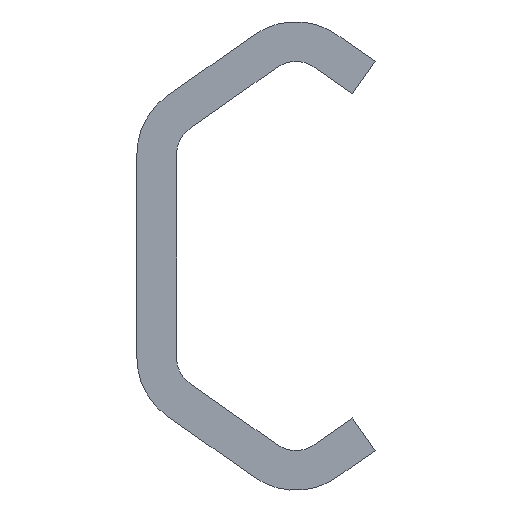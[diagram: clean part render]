
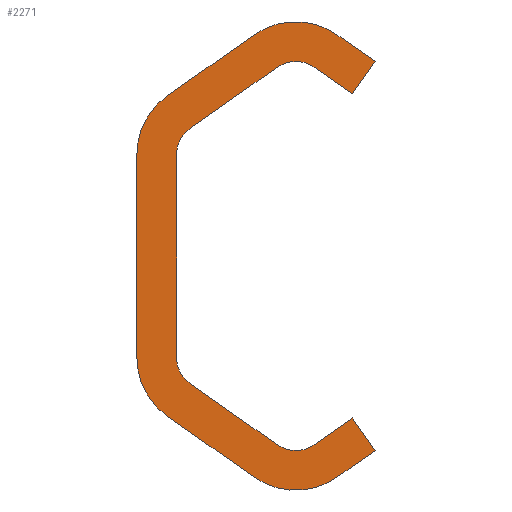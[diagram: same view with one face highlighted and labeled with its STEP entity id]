
A CAD part, left-side view. The second image highlights one B-rep face of the part: STEP entity #2271.
In plain terms, the highlighted planar face has unit normal (-1, 0, 0).
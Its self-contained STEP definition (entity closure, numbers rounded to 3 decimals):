
#1491=CARTESIAN_POINT('',(0.0,-5.0,12.246));
#1492=VERTEX_POINT('',#1491);
#1499=CARTESIAN_POINT('',(0.0,-3.567,10.2));
#1500=VERTEX_POINT('',#1499);
#1501=CARTESIAN_POINT('',(0.0,-5.0,12.246));
#1502=DIRECTION('',(0.0,0.574,-0.819));
#1503=VECTOR('',#1502,2.498);
#1504=LINE('',#1501,#1503);
#1505=EDGE_CURVE('',#1492,#1500,#1504,.T.);
#1529=CARTESIAN_POINT('',(0.0,-2.599,13.93));
#1530=VERTEX_POINT('',#1529);
#1537=CARTESIAN_POINT('',(0.0,-2.599,13.93));
#1538=DIRECTION('',(0.0,-0.819,-0.574));
#1539=VECTOR('',#1538,2.932);
#1540=LINE('',#1537,#1539);
#1541=EDGE_CURVE('',#1530,#1492,#1540,.T.);
#1561=CARTESIAN_POINT('',(0.0,2.596,13.932));
#1562=VERTEX_POINT('',#1561);
#1569=CARTESIAN_POINT('',(0.0,0.,10.222));
#1570=DIRECTION('',(1.0,0.0,0.0));
#1571=DIRECTION('',(0.0,0.573,0.819));
#1572=AXIS2_PLACEMENT_3D('',#1569,#1570,#1571);
#1573=CIRCLE('',#1572,4.528);
#1574=EDGE_CURVE('',#1562,#1530,#1573,.T.);
#1593=CARTESIAN_POINT('',(0.0,8.068,10.102));
#1594=VERTEX_POINT('',#1593);
#1601=CARTESIAN_POINT('',(0.0,8.068,10.102));
#1602=DIRECTION('',(0.0,-0.819,0.573));
#1603=VECTOR('',#1602,6.679);
#1604=LINE('',#1601,#1603);
#1605=EDGE_CURVE('',#1594,#1562,#1604,.T.);
#1625=CARTESIAN_POINT('',(0.0,10.0,6.392));
#1626=VERTEX_POINT('',#1625);
#1633=CARTESIAN_POINT('',(0.0,5.472,6.392));
#1634=DIRECTION('',(1.0,0.0,0.0));
#1635=DIRECTION('',(0.0,1.0,0.0));
#1636=AXIS2_PLACEMENT_3D('',#1633,#1634,#1635);
#1637=CIRCLE('',#1636,4.528);
#1638=EDGE_CURVE('',#1626,#1594,#1637,.T.);
#1657=CARTESIAN_POINT('',(0.0,10.0,-6.393));
#1658=VERTEX_POINT('',#1657);
#1665=CARTESIAN_POINT('',(0.0,10.0,-6.393));
#1666=DIRECTION('',(0.0,0.0,1.0));
#1667=VECTOR('',#1666,12.785);
#1668=LINE('',#1665,#1667);
#1669=EDGE_CURVE('',#1658,#1626,#1668,.T.);
#1755=CARTESIAN_POINT('',(0.0,8.069,-10.102));
#1756=VERTEX_POINT('',#1755);
#1763=CARTESIAN_POINT('',(0.0,5.472,-6.393));
#1764=DIRECTION('',(1.0,0.0,0.0));
#1765=DIRECTION('',(0.0,0.574,-0.819));
#1766=AXIS2_PLACEMENT_3D('',#1763,#1764,#1765);
#1767=CIRCLE('',#1766,4.528);
#1768=EDGE_CURVE('',#1756,#1658,#1767,.T.);
#1787=CARTESIAN_POINT('',(0.0,2.599,-13.932));
#1788=VERTEX_POINT('',#1787);
#1795=CARTESIAN_POINT('',(0.0,2.599,-13.932));
#1796=DIRECTION('',(0.0,0.819,0.574));
#1797=VECTOR('',#1796,6.678);
#1798=LINE('',#1795,#1797);
#1799=EDGE_CURVE('',#1788,#1756,#1798,.T.);
#1819=CARTESIAN_POINT('',(0.0,-2.598,-13.931));
#1820=VERTEX_POINT('',#1819);
#1827=CARTESIAN_POINT('',(0.0,0.002,-10.223));
#1828=DIRECTION('',(1.0,0.0,0.0));
#1829=DIRECTION('',(0.0,-0.574,-0.819));
#1830=AXIS2_PLACEMENT_3D('',#1827,#1828,#1829);
#1831=CIRCLE('',#1830,4.528);
#1832=EDGE_CURVE('',#1820,#1788,#1831,.T.);
#1851=CARTESIAN_POINT('',(0.0,-5.0,-12.246));
#1852=VERTEX_POINT('',#1851);
#1859=CARTESIAN_POINT('',(0.0,-5.0,-12.246));
#1860=DIRECTION('',(0.0,0.819,-0.574));
#1861=VECTOR('',#1860,2.934);
#1862=LINE('',#1859,#1861);
#1863=EDGE_CURVE('',#1852,#1820,#1862,.T.);
#1882=CARTESIAN_POINT('',(0.0,-3.567,-10.2));
#1883=VERTEX_POINT('',#1882);
#1890=CARTESIAN_POINT('',(0.0,-3.567,-10.2));
#1891=DIRECTION('',(0.0,-0.574,-0.819));
#1892=VECTOR('',#1891,2.498);
#1893=LINE('',#1890,#1892);
#1894=EDGE_CURVE('',#1883,#1852,#1893,.T.);
#1913=CARTESIAN_POINT('',(0.0,-1.163,-11.883));
#1914=VERTEX_POINT('',#1913);
#1921=CARTESIAN_POINT('',(0.0,-1.163,-11.883));
#1922=DIRECTION('',(0.0,-0.819,0.574));
#1923=VECTOR('',#1922,2.935);
#1924=LINE('',#1921,#1923);
#1925=EDGE_CURVE('',#1914,#1883,#1924,.T.);
#1945=CARTESIAN_POINT('',(0.0,1.163,-11.883));
#1946=VERTEX_POINT('',#1945);
#1953=CARTESIAN_POINT('',(0.0,0.,-10.222));
#1954=DIRECTION('',(-1.0,0.0,0.0));
#1955=DIRECTION('',(0.0,0.574,0.819));
#1956=AXIS2_PLACEMENT_3D('',#1953,#1954,#1955);
#1957=CIRCLE('',#1956,2.028);
#1958=EDGE_CURVE('',#1946,#1914,#1957,.T.);
#1977=CARTESIAN_POINT('',(0.0,6.635,-8.052));
#1978=VERTEX_POINT('',#1977);
#1985=CARTESIAN_POINT('',(0.0,6.635,-8.052));
#1986=DIRECTION('',(0.0,-0.819,-0.574));
#1987=VECTOR('',#1986,6.68);
#1988=LINE('',#1985,#1987);
#1989=EDGE_CURVE('',#1978,#1946,#1988,.T.);
#2009=CARTESIAN_POINT('',(0.0,7.5,-6.39));
#2010=VERTEX_POINT('',#2009);
#2017=CARTESIAN_POINT('',(0.0,5.472,-6.39));
#2018=DIRECTION('',(-1.0,0.0,0.0));
#2019=DIRECTION('',(0.0,-0.574,0.819));
#2020=AXIS2_PLACEMENT_3D('',#2017,#2018,#2019);
#2021=CIRCLE('',#2020,2.028);
#2022=EDGE_CURVE('',#2010,#1978,#2021,.T.);
#2041=CARTESIAN_POINT('',(0.0,7.5,6.39));
#2042=VERTEX_POINT('',#2041);
#2049=CARTESIAN_POINT('',(0.0,7.5,6.39));
#2050=DIRECTION('',(0.0,0.0,-1.0));
#2051=VECTOR('',#2050,12.781);
#2052=LINE('',#2049,#2051);
#2053=EDGE_CURVE('',#2042,#2010,#2052,.T.);
#2139=CARTESIAN_POINT('',(0.0,6.635,8.052));
#2140=VERTEX_POINT('',#2139);
#2147=CARTESIAN_POINT('',(0.0,5.472,6.39));
#2148=DIRECTION('',(-1.0,0.0,0.0));
#2149=DIRECTION('',(0.0,-1.0,0.0));
#2150=AXIS2_PLACEMENT_3D('',#2147,#2148,#2149);
#2151=CIRCLE('',#2150,2.028);
#2152=EDGE_CURVE('',#2140,#2042,#2151,.T.);
#2171=CARTESIAN_POINT('',(0.0,1.163,11.883));
#2172=VERTEX_POINT('',#2171);
#2179=CARTESIAN_POINT('',(0.0,1.163,11.883));
#2180=DIRECTION('',(0.0,0.819,-0.574));
#2181=VECTOR('',#2180,6.68);
#2182=LINE('',#2179,#2181);
#2183=EDGE_CURVE('',#2172,#2140,#2182,.T.);
#2203=CARTESIAN_POINT('',(0.0,-1.163,11.883));
#2204=VERTEX_POINT('',#2203);
#2211=CARTESIAN_POINT('',(0.0,0.,10.222));
#2212=DIRECTION('',(-1.0,0.0,0.0));
#2213=DIRECTION('',(0.0,-0.574,-0.819));
#2214=AXIS2_PLACEMENT_3D('',#2211,#2212,#2213);
#2215=CIRCLE('',#2214,2.028);
#2216=EDGE_CURVE('',#2204,#2172,#2215,.T.);
#2234=CARTESIAN_POINT('',(0.0,-3.567,10.2));
#2235=DIRECTION('',(0.0,0.819,0.574));
#2236=VECTOR('',#2235,2.935);
#2237=LINE('',#2234,#2236);
#2238=EDGE_CURVE('',#1500,#2204,#2237,.T.);
#2244=CARTESIAN_POINT('',(0.0,4.08,0.));
#2245=DIRECTION('',(1.0,0.0,0.0));
#2246=DIRECTION('',(0.0,0.0,-1.0));
#2247=AXIS2_PLACEMENT_3D('',#2244,#2245,#2246);
#2248=PLANE('',#2247);
#2249=ORIENTED_EDGE('',*,*,#2238,.F.);
#2250=ORIENTED_EDGE('',*,*,#1505,.F.);
#2251=ORIENTED_EDGE('',*,*,#1541,.F.);
#2252=ORIENTED_EDGE('',*,*,#1574,.F.);
#2253=ORIENTED_EDGE('',*,*,#1605,.F.);
#2254=ORIENTED_EDGE('',*,*,#1638,.F.);
#2255=ORIENTED_EDGE('',*,*,#1669,.F.);
#2256=ORIENTED_EDGE('',*,*,#1768,.F.);
#2257=ORIENTED_EDGE('',*,*,#1799,.F.);
#2258=ORIENTED_EDGE('',*,*,#1832,.F.);
#2259=ORIENTED_EDGE('',*,*,#1863,.F.);
#2260=ORIENTED_EDGE('',*,*,#1894,.F.);
#2261=ORIENTED_EDGE('',*,*,#1925,.F.);
#2262=ORIENTED_EDGE('',*,*,#1958,.F.);
#2263=ORIENTED_EDGE('',*,*,#1989,.F.);
#2264=ORIENTED_EDGE('',*,*,#2022,.F.);
#2265=ORIENTED_EDGE('',*,*,#2053,.F.);
#2266=ORIENTED_EDGE('',*,*,#2152,.F.);
#2267=ORIENTED_EDGE('',*,*,#2183,.F.);
#2268=ORIENTED_EDGE('',*,*,#2216,.F.);
#2269=EDGE_LOOP('',(#2249,#2250,#2251,#2252,#2253,#2254,#2255,#2256,#2257,#2258,#2259,#2260,#2261,#2262,#2263,#2264,#2265,#2266,#2267,#2268));
#2270=FACE_OUTER_BOUND('',#2269,.T.);
#2271=ADVANCED_FACE('',(#2270),#2248,.F.);
